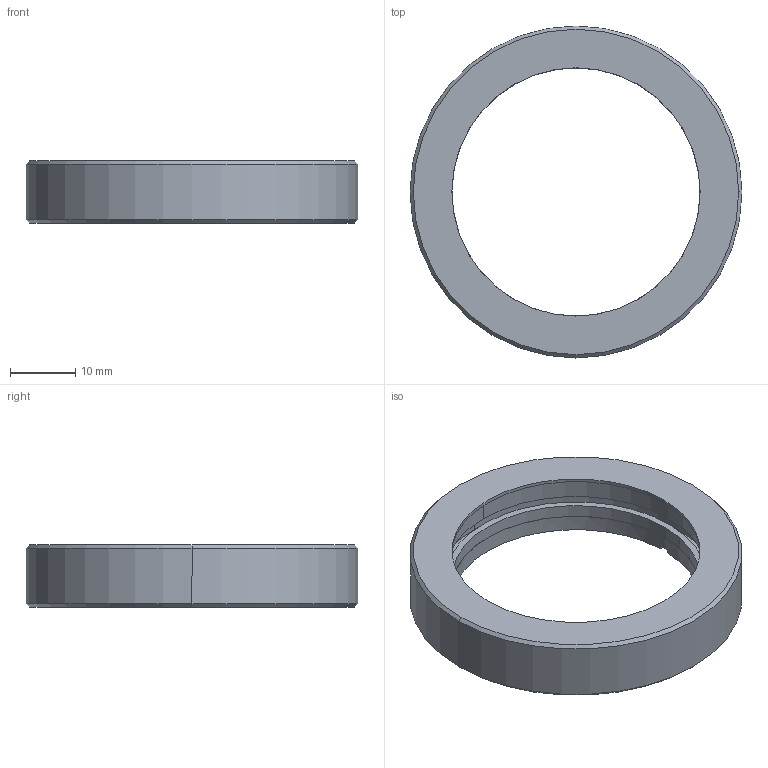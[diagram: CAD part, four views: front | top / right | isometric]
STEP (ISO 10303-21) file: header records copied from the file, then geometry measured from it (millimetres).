
FILE_DESCRIPTION (( 'STEP AP203' ), '1' );
FILE_NAME ('GCT-080215 俋倰芞.STEP', '2017-01-19T03:09:42', ( 'Lxtx999.CoM' ), ( 'Lxtx999.CoM' ), 'SwSTEP 2.0', 'SolidWorks 2012', '' );
FILE_SCHEMA (( 'CONFIG_CONTROL_DESIGN' ));
Length unit declared in the file: centimetre
Products named in the file (1): GCT-080215 俋倰芞
Bounding box: 50.8 x 50.8 x 9.5 mm (x, y, z)
Surface area: 6333.9 mm2 (no closed solid volume)
Topology: 0 solids, 3 shells, 35 faces, 84 edges, 56 vertices
Faces by surface type: plane 15, cylinder 14, cone 6
Entity records: 1121 total; most frequent: DIRECTION 204, CARTESIAN_POINT 176, ORIENTED_EDGE 160, AXIS2_PLACEMENT_3D 84, EDGE_CURVE 84, VERTEX_POINT 56, CIRCLE 48, EDGE_LOOP 42
